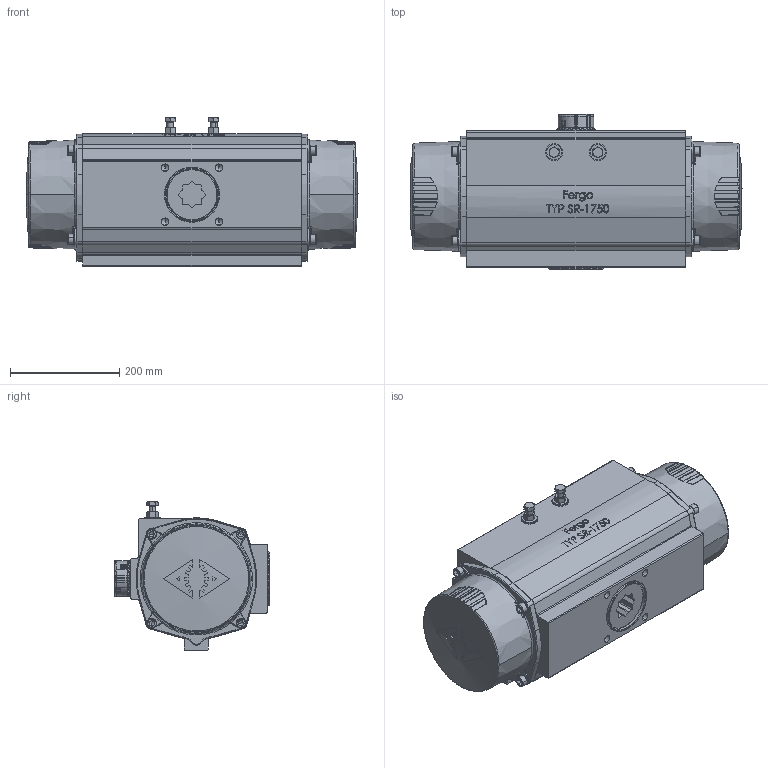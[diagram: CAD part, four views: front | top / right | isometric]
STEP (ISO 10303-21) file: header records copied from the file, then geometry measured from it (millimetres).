
FILE_DESCRIPTION (( 'STEP AP214' ), '1' );
FILE_NAME ('SR1750-Pneumatischer-Einfachwirkend-Federschließend-Schwenkantrieb-Fergo.STEP', '2022-11-14T09:11:36', ( '' ), ( '' ), 'SwSTEP 2.0', 'SolidWorks 2022', '' );
FILE_SCHEMA (( 'AUTOMOTIVE_DESIGN' ));
Length unit declared in the file: millimetre
Products named in the file (1): SR1750-Pneumatischer-Einfachwirkend-Federschließend-Schwenkantrieb-Fergo
Bounding box: 608.76 x 284.28 x 272 mm (x, y, z)
Volume: 7638849.9 mm3; surface area: 1343055.8 mm2
Topology: 33 solids, 33 shells, 3759 faces, 10058 edges, 6372 vertices
Faces by surface type: plane 1341, cylinder 1322, bspline 567, cone 292, torus 172, sphere 65
Entity records: 178181 total; most frequent: CARTESIAN_POINT 88138, ORIENTED_EDGE 19834, DIRECTION 16931, EDGE_CURVE 9917, AXIS2_PLACEMENT_3D 6395, VERTEX_POINT 6367, LINE 4141, VECTOR 4141
